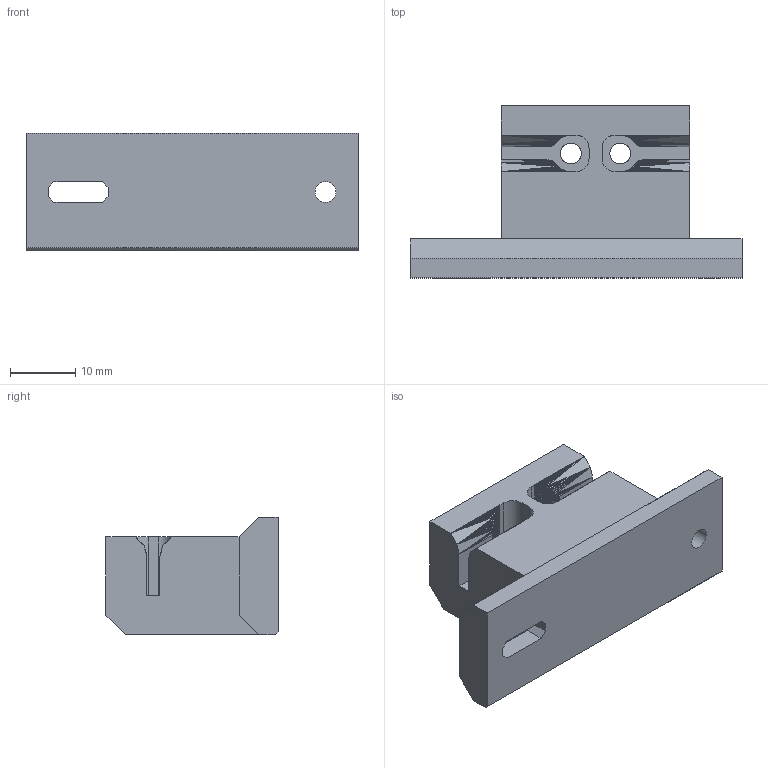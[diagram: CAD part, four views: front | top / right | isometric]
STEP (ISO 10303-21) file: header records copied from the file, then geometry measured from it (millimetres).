
FILE_DESCRIPTION(/* description */ (''),/* implementation_level */ '2;1');
FILE_NAME(/* name */ 'Carriage Belt Holder_v1.step',/* time_stamp */ '2020-09-23T18:00:56-07:00',/* author */ (''),/* organization */ (''),/* preprocessor_version */ 'ST-DEVELOPER v18.1',/* originating_system */ 'Autodesk Translation Framework v9.3.0.1241',/* authorisation */ '');
FILE_SCHEMA (('AUTOMOTIVE_DESIGN { 1 0 10303 214 3 1 1 }'));
Length unit declared in the file: millimetre
Products named in the file (1): Carriage Belt Holder
Bounding box: 51 x 26.44 x 18 mm (x, y, z)
Volume: 12483 mm3; surface area: 5068.5 mm2
Topology: 1 solids, 1 shells, 1048 faces, 1868 edges, 824 vertices
Faces by surface type: plane 1042, cylinder 6
Full cylindrical faces by diameter (mm): 3.2 x1, 5.5 x1
Entity records: 23181 total; most frequent: DIRECTION 3978, CARTESIAN_POINT 3741, ORIENTED_EDGE 3736, EDGE_CURVE 1868, LINE 1856, VECTOR 1856, AXIS2_PLACEMENT_3D 1061, EDGE_LOOP 1058
